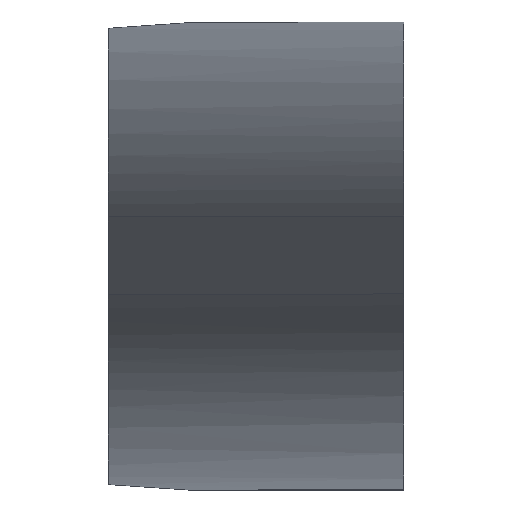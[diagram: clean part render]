
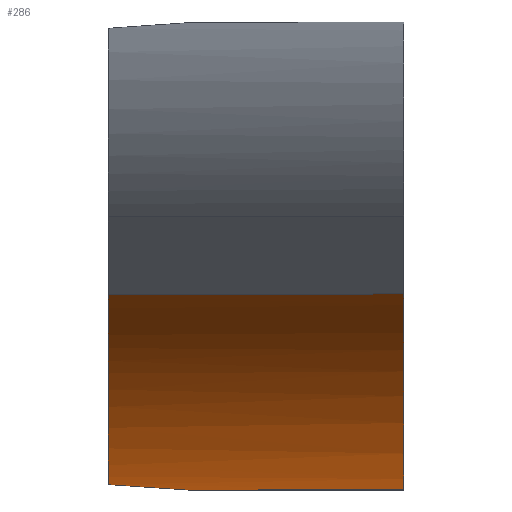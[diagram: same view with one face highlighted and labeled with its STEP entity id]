
A CAD part, top view. The second image highlights one B-rep face of the part: STEP entity #286.
In plain terms, the highlighted cylindrical face has radius 1.25 mm (diameter 2.5 mm), a partial arc.
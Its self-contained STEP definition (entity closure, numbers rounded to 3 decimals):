
#66=FACE_OUTER_BOUND('',#81,.T.);
#81=EDGE_LOOP('',(#227,#228,#229,#230,#231));
#93=B_SPLINE_CURVE_WITH_KNOTS('',3,(#462,#463,#464,#465),.UNSPECIFIED.,
 .F.,.F.,(4,4),(0.87,0.929),.UNSPECIFIED.);
#99=LINE('',#441,#119);
#104=LINE('',#468,#124);
#119=VECTOR('',#357,10.);
#124=VECTOR('',#380,10.);
#138=ELLIPSE('',#322,2.578,1.25);
#141=ELLIPSE('',#329,2.578,1.25);
#149=VERTEX_POINT('',#438);
#150=VERTEX_POINT('',#440);
#151=VERTEX_POINT('',#444);
#158=VERTEX_POINT('',#460);
#159=VERTEX_POINT('',#467);
#174=EDGE_CURVE('',#150,#149,#99,.T.);
#177=EDGE_CURVE('',#149,#151,#138,.T.);
#185=EDGE_CURVE('',#151,#158,#93,.T.);
#186=EDGE_CURVE('',#158,#159,#104,.T.);
#187=EDGE_CURVE('',#159,#150,#141,.T.);
#227=ORIENTED_EDGE('',*,*,#185,.T.);
#228=ORIENTED_EDGE('',*,*,#186,.T.);
#229=ORIENTED_EDGE('',*,*,#187,.T.);
#230=ORIENTED_EDGE('',*,*,#174,.T.);
#231=ORIENTED_EDGE('',*,*,#177,.T.);
#278=CYLINDRICAL_SURFACE('',#328,1.25);
#286=ADVANCED_FACE('',(#66),#278,.T.);
#322=AXIS2_PLACEMENT_3D('',#446,#363,#364);
#328=AXIS2_PLACEMENT_3D('',#466,#378,#379);
#329=AXIS2_PLACEMENT_3D('',#469,#381,#382);
#357=DIRECTION('',(-0.485,0.,-0.875));
#363=DIRECTION('center_axis',(1.,0.,0.));
#364=DIRECTION('ref_axis',(0.,0.,1.));
#378=DIRECTION('center_axis',(-0.485,0.,-0.875));
#379=DIRECTION('ref_axis',(-0.618,-0.707,0.343));
#380=DIRECTION('',(0.485,0.,0.875));
#381=DIRECTION('center_axis',(-1.,0.,0.));
#382=DIRECTION('ref_axis',(0.,0.,1.));
#438=CARTESIAN_POINT('',(0.,-0.25,1.643));
#440=CARTESIAN_POINT('',(1.9,-0.25,5.071));
#441=CARTESIAN_POINT('',(1.948,-0.25,5.157));
#444=CARTESIAN_POINT('',(0.,-1.464,-0.325));
#446=CARTESIAN_POINT('Origin',(0.,-0.25,-0.935));
#460=CARTESIAN_POINT('',(0.519,-1.5,0.));
#462=CARTESIAN_POINT('Ctrl Pts',(0.,-1.464,
-0.325));
#463=CARTESIAN_POINT('Ctrl Pts',(0.177,-1.489,-0.214));
#464=CARTESIAN_POINT('Ctrl Pts',(0.353,-1.5,-0.104));
#465=CARTESIAN_POINT('Ctrl Pts',(0.519,-1.5,0.));
#466=CARTESIAN_POINT('Origin',(3.041,-0.25,4.551));
#467=CARTESIAN_POINT('',(1.9,-1.5,2.492));
#468=CARTESIAN_POINT('',(3.041,-1.5,4.551));
#469=CARTESIAN_POINT('Origin',(1.9,-0.25,2.492));
